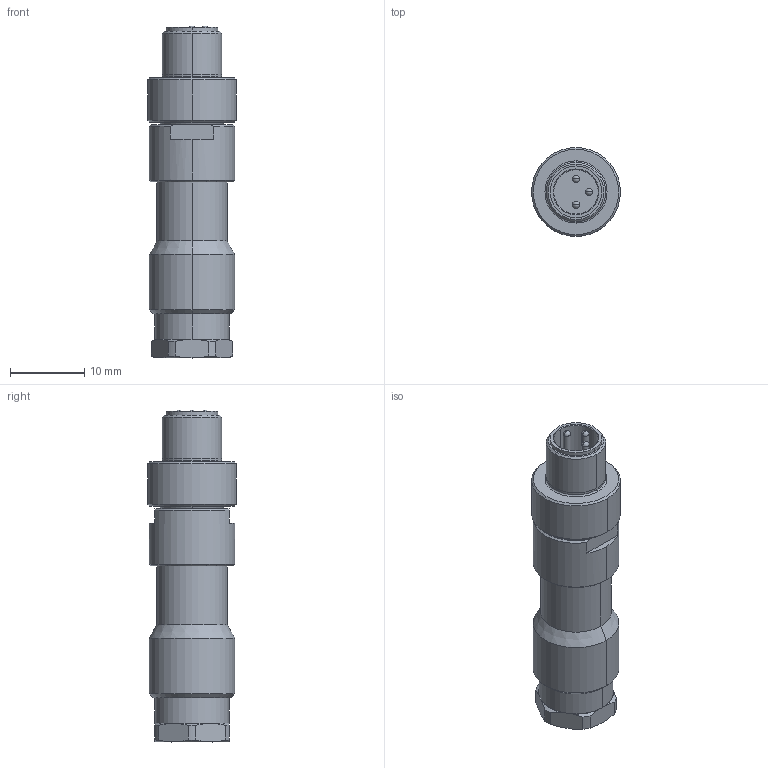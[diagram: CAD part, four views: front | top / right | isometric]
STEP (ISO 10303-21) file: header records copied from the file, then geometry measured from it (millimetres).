
FILE_DESCRIPTION(('SolidDesigner STEP Export'),'2;1');
FILE_NAME('1681156.stp','2011-10-26T12:49:19',(''),(''),'CoCreate Modeling STEP processor for AP214 (Solid Model)','CoCreate Modeling 16.00A 16-Aug-2008 (C) Parametric Technology GmbH','');
FILE_SCHEMA(('AUTOMOTIVE_DESIGN { 1 0 10303 214 1 1 1 1 }'));
Length unit declared in the file: millimetre
Products named in the file (2): 1681156
Assembly tree (1 placements, depth 2):
  1681156
    1681156
Bounding box: 12 x 12 x 44.8 mm (x, y, z)
Volume: 3262.1 mm3; surface area: 2344.4 mm2
Topology: 1 solids, 1 shells, 99 faces, 247 edges, 156 vertices
Faces by surface type: cone 32, cylinder 32, plane 27, sphere 6, torus 2
Entity records: 2571 total; most frequent: ORIENTED_EDGE 482, CARTESIAN_POINT 474, DIRECTION 386, EDGE_CURVE 241, VERTEX_POINT 156, AXIS2_PLACEMENT_3D 152, EDGE_LOOP 111, FACE_OUTER_BOUND 99
